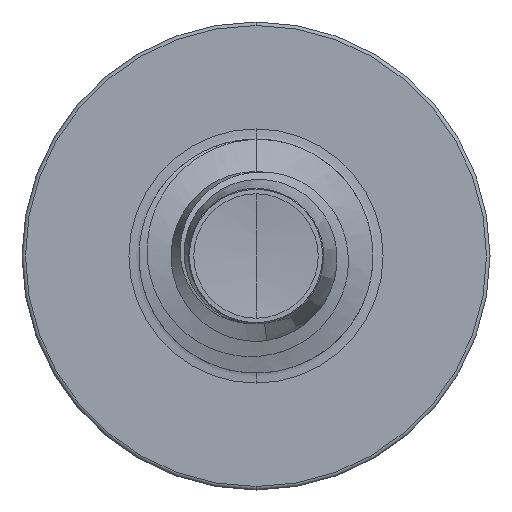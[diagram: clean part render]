
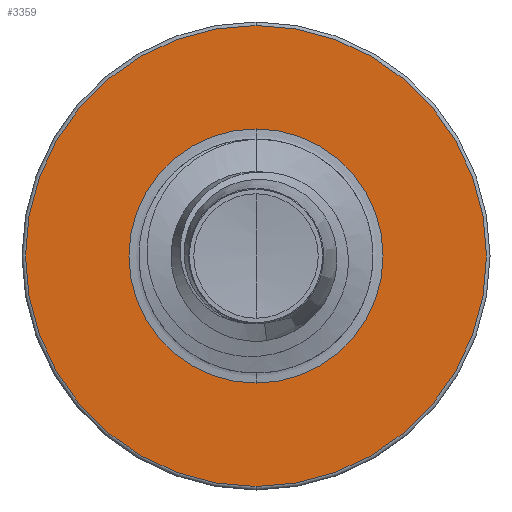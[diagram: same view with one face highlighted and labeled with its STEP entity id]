
A CAD part, front view. The second image highlights one B-rep face of the part: STEP entity #3359.
In plain terms, the highlighted planar face has unit normal (0, -1, 0).
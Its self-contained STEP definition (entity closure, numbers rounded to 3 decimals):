
#742 = CARTESIAN_POINT ( 'NONE',  ( 0., 2.5, 1.086 ) ) ;
#831 = AXIS2_PLACEMENT_3D ( 'NONE', #8140, #7714, #9355 ) ;
#872 = ORIENTED_EDGE ( 'NONE', *, *, #2176, .T. ) ;
#1187 = VERTEX_POINT ( 'NONE', #2715 ) ;
#1250 = CARTESIAN_POINT ( 'NONE',  ( 0., 2.5, -1.97 ) ) ;
#1341 = DIRECTION ( 'NONE',  ( 0., 0., 1. ) ) ;
#1343 = DIRECTION ( 'NONE',  ( 0., 1., 0. ) ) ;
#1356 = CARTESIAN_POINT ( 'NONE',  ( 0., 2.5, 0. ) ) ;
#1357 = CARTESIAN_POINT ( 'NONE',  ( 0., 2.5, 0. ) ) ;
#1843 = PLANE ( 'NONE',  #831 ) ;
#2066 = CARTESIAN_POINT ( 'NONE',  ( 0., 2.5, -1.086 ) ) ;
#2176 = EDGE_CURVE ( 'NONE', #6073, #5776, #9244, .T. ) ;
#2563 = EDGE_CURVE ( 'NONE', #1187, #8183, #9972, .T. ) ;
#2715 = CARTESIAN_POINT ( 'NONE',  ( 0., 2.5, 1.97 ) ) ;
#2896 = CIRCLE ( 'NONE', #6967, 1.97 ) ;
#3339 = AXIS2_PLACEMENT_3D ( 'NONE', #9183, #9178, #9176 ) ;
#3359 = ADVANCED_FACE ( 'NONE', ( #4311, #6300 ), #1843, .F. ) ;
#4311 = FACE_OUTER_BOUND ( 'NONE', #4810, .T. ) ;
#4810 = EDGE_LOOP ( 'NONE', ( #6951, #5154 ) ) ;
#4837 = CIRCLE ( 'NONE', #3339, 1.086 ) ;
#5154 = ORIENTED_EDGE ( 'NONE', *, *, #9515, .F. ) ;
#5776 = VERTEX_POINT ( 'NONE', #2066 ) ;
#6073 = VERTEX_POINT ( 'NONE', #742 ) ;
#6300 = FACE_BOUND ( 'NONE', #7840, .T. ) ;
#6951 = ORIENTED_EDGE ( 'NONE', *, *, #2563, .F. ) ;
#6967 = AXIS2_PLACEMENT_3D ( 'NONE', #1357, #9111, #9104 ) ;
#7028 = AXIS2_PLACEMENT_3D ( 'NONE', #7611, #7153, #8523 ) ;
#7153 = DIRECTION ( 'NONE',  ( 0., 1., 0. ) ) ;
#7196 = AXIS2_PLACEMENT_3D ( 'NONE', #1356, #1343, #1341 ) ;
#7611 = CARTESIAN_POINT ( 'NONE',  ( 0., 2.5, 0. ) ) ;
#7714 = DIRECTION ( 'NONE',  ( 0., 1., 0. ) ) ;
#7840 = EDGE_LOOP ( 'NONE', ( #872, #9253 ) ) ;
#8140 = CARTESIAN_POINT ( 'NONE',  ( 0., 2.5, -1.086 ) ) ;
#8183 = VERTEX_POINT ( 'NONE', #1250 ) ;
#8523 = DIRECTION ( 'NONE',  ( 0., 0., 1. ) ) ;
#9104 = DIRECTION ( 'NONE',  ( 0., 0., 1. ) ) ;
#9111 = DIRECTION ( 'NONE',  ( 0., 1., 0. ) ) ;
#9129 = EDGE_CURVE ( 'NONE', #5776, #6073, #4837, .T. ) ;
#9176 = DIRECTION ( 'NONE',  ( 0., 0., 1. ) ) ;
#9178 = DIRECTION ( 'NONE',  ( 0., 1., 0. ) ) ;
#9183 = CARTESIAN_POINT ( 'NONE',  ( 0., 2.5, 0. ) ) ;
#9244 = CIRCLE ( 'NONE', #7196, 1.086 ) ;
#9253 = ORIENTED_EDGE ( 'NONE', *, *, #9129, .T. ) ;
#9355 = DIRECTION ( 'NONE',  ( 0., 0., 1. ) ) ;
#9515 = EDGE_CURVE ( 'NONE', #8183, #1187, #2896, .T. ) ;
#9972 = CIRCLE ( 'NONE', #7028, 1.97 ) ;
